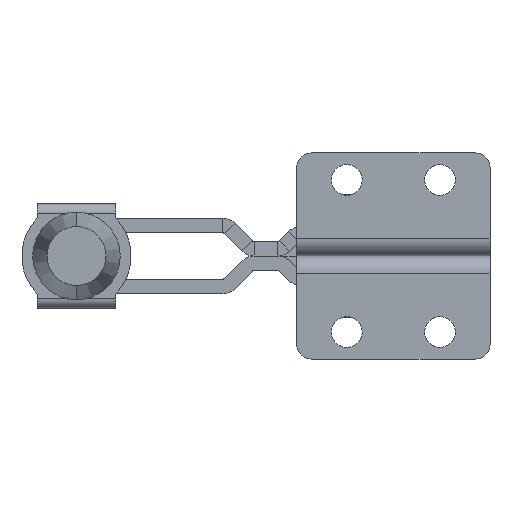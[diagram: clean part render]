
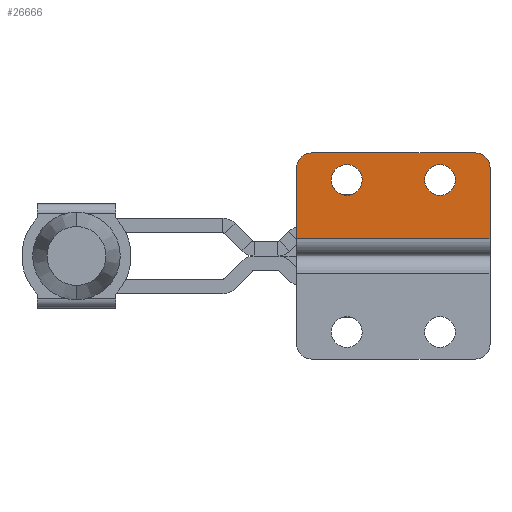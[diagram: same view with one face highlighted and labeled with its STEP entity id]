
A CAD part, front view. The second image highlights one B-rep face of the part: STEP entity #26666.
In plain terms, the highlighted planar face has unit normal (0, -1, 0).
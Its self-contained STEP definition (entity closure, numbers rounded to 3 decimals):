
#3834 = EDGE_CURVE ( 'NONE', #22584, #22608, #13985, .T. ) ;
#3837 = EDGE_CURVE ( 'NONE', #22350, #22356, #13983, .T. ) ;
#3907 = EDGE_CURVE ( 'NONE', #22294, #22343, #14045, .T. ) ;
#3912 = EDGE_CURVE ( 'NONE', #22608, #22584, #14028, .T. ) ;
#3913 = EDGE_CURVE ( 'NONE', #22356, #22350, #14032, .T. ) ;
#3915 = EDGE_CURVE ( 'NONE', #22294, #21704, #14035, .T. ) ;
#3917 = EDGE_CURVE ( 'NONE', #21704, #22558, #14020, .T. ) ;
#3918 = EDGE_CURVE ( 'NONE', #22558, #22591, #13987, .T. ) ;
#3920 = EDGE_CURVE ( 'NONE', #22591, #22463, #14040, .T. ) ;
#3923 = EDGE_CURVE ( 'NONE', #22463, #22343, #13936, .T. ) ;
#5322 = AXIS2_PLACEMENT_3D ( 'NONE', #15327, #15325, #15324 ) ;
#5325 = AXIS2_PLACEMENT_3D ( 'NONE', #15306, #15304, #15302 ) ;
#5355 = AXIS2_PLACEMENT_3D ( 'NONE', #15024, #15023, #15021 ) ;
#5356 = AXIS2_PLACEMENT_3D ( 'NONE', #15017, #15014, #15012 ) ;
#5358 = AXIS2_PLACEMENT_3D ( 'NONE', #15001, #14999, #14997 ) ;
#5360 = AXIS2_PLACEMENT_3D ( 'NONE', #14991, #14989, #14988 ) ;
#5679 = EDGE_LOOP ( 'NONE', ( #19058, #19059 ) ) ;
#5736 = EDGE_LOOP ( 'NONE', ( #19060, #19061, #19062, #19067, #19056, #19051 ) ) ;
#6540 = AXIS2_PLACEMENT_3D ( 'NONE', #23434, #23436, #23430 ) ;
#6911 = EDGE_LOOP ( 'NONE', ( #19091, #19057 ) ) ;
#10109 = FACE_BOUND ( 'NONE', #5679, .T. ) ;
#10112 = FACE_BOUND ( 'NONE', #6911, .T. ) ;
#10113 = FACE_OUTER_BOUND ( 'NONE', #5736, .T. ) ;
#13936 = LINE ( 'NONE', #15006, #14039 ) ;
#13948 = VECTOR ( 'NONE', #15019, 1000. ) ;
#13983 = CIRCLE ( 'NONE', #5325, 3.15 ) ;
#13985 = CIRCLE ( 'NONE', #5322, 3.15 ) ;
#13987 = LINE ( 'NONE', #15011, #13948 ) ;
#14009 = VECTOR ( 'NONE', #15026, 1000. ) ;
#14020 = CIRCLE ( 'NONE', #5358, 3. ) ;
#14026 = VECTOR ( 'NONE', #15055, 1000. ) ;
#14028 = CIRCLE ( 'NONE', #5355, 3.15 ) ;
#14032 = CIRCLE ( 'NONE', #5356, 3.15 ) ;
#14035 = LINE ( 'NONE', #15029, #14009 ) ;
#14039 = VECTOR ( 'NONE', #15003, 1000. ) ;
#14040 = CIRCLE ( 'NONE', #5360, 3. ) ;
#14045 = LINE ( 'NONE', #15047, #14026 ) ;
#14988 = DIRECTION ( 'NONE',  ( 0., 0., 1. ) ) ;
#14989 = DIRECTION ( 'NONE',  ( 0., -1., 0. ) ) ;
#14991 = CARTESIAN_POINT ( 'NONE',  ( 3., -3., 18. ) ) ;
#14997 = DIRECTION ( 'NONE',  ( 0., 0., 1. ) ) ;
#14999 = DIRECTION ( 'NONE',  ( 0., -1., 0. ) ) ;
#15001 = CARTESIAN_POINT ( 'NONE',  ( 36.4, -3., 18. ) ) ;
#15003 = DIRECTION ( 'NONE',  ( 0., 0., -1. ) ) ;
#15006 = CARTESIAN_POINT ( 'NONE',  ( 0., -3., 3. ) ) ;
#15011 = CARTESIAN_POINT ( 'NONE',  ( 3., -3., 21. ) ) ;
#15012 = DIRECTION ( 'NONE',  ( 0., 0., -1. ) ) ;
#15014 = DIRECTION ( 'NONE',  ( 0., -1., 0. ) ) ;
#15017 = CARTESIAN_POINT ( 'NONE',  ( 10.2, -3., 15.5 ) ) ;
#15019 = DIRECTION ( 'NONE',  ( -1., 0., 0. ) ) ;
#15021 = DIRECTION ( 'NONE',  ( 0., 0., -1. ) ) ;
#15023 = DIRECTION ( 'NONE',  ( 0., -1., 0. ) ) ;
#15024 = CARTESIAN_POINT ( 'NONE',  ( 29.2, -3., 15.5 ) ) ;
#15026 = DIRECTION ( 'NONE',  ( 0., 0., 1. ) ) ;
#15029 = CARTESIAN_POINT ( 'NONE',  ( 39.4, -3., 18. ) ) ;
#15047 = CARTESIAN_POINT ( 'NONE',  ( 3., -3., 3.5 ) ) ;
#15055 = DIRECTION ( 'NONE',  ( -1., 0., 0. ) ) ;
#15302 = DIRECTION ( 'NONE',  ( 0., 0., -1. ) ) ;
#15304 = DIRECTION ( 'NONE',  ( 0., -1., 0. ) ) ;
#15306 = CARTESIAN_POINT ( 'NONE',  ( 10.2, -3., 15.5 ) ) ;
#15324 = DIRECTION ( 'NONE',  ( 0., 0., -1. ) ) ;
#15325 = DIRECTION ( 'NONE',  ( 0., -1., 0. ) ) ;
#15327 = CARTESIAN_POINT ( 'NONE',  ( 29.2, -3., 15.5 ) ) ;
#17184 = CARTESIAN_POINT ( 'NONE',  ( 29.2, -3., 12.35 ) ) ;
#17202 = CARTESIAN_POINT ( 'NONE',  ( 3., -3., 21. ) ) ;
#17209 = CARTESIAN_POINT ( 'NONE',  ( 29.2, -3., 18.65 ) ) ;
#17236 = CARTESIAN_POINT ( 'NONE',  ( 36.4, -3., 21. ) ) ;
#17338 = CARTESIAN_POINT ( 'NONE',  ( 0., -3., 18. ) ) ;
#17445 = CARTESIAN_POINT ( 'NONE',  ( 10.2, -3., 12.35 ) ) ;
#17451 = CARTESIAN_POINT ( 'NONE',  ( 10.2, -3., 18.65 ) ) ;
#17458 = CARTESIAN_POINT ( 'NONE',  ( 0., -3., 3.5 ) ) ;
#17504 = CARTESIAN_POINT ( 'NONE',  ( 39.4, -3., 3.5 ) ) ;
#17582 = CARTESIAN_POINT ( 'NONE',  ( 39.4, -3., 18. ) ) ;
#19051 = ORIENTED_EDGE ( 'NONE', *, *, #3923, .T. ) ;
#19056 = ORIENTED_EDGE ( 'NONE', *, *, #3920, .T. ) ;
#19057 = ORIENTED_EDGE ( 'NONE', *, *, #3912, .F. ) ;
#19058 = ORIENTED_EDGE ( 'NONE', *, *, #3837, .F. ) ;
#19059 = ORIENTED_EDGE ( 'NONE', *, *, #3913, .F. ) ;
#19060 = ORIENTED_EDGE ( 'NONE', *, *, #3907, .F. ) ;
#19061 = ORIENTED_EDGE ( 'NONE', *, *, #3915, .T. ) ;
#19062 = ORIENTED_EDGE ( 'NONE', *, *, #3917, .T. ) ;
#19067 = ORIENTED_EDGE ( 'NONE', *, *, #3918, .T. ) ;
#19091 = ORIENTED_EDGE ( 'NONE', *, *, #3834, .F. ) ;
#21704 = VERTEX_POINT ( 'NONE', #17582 ) ;
#22294 = VERTEX_POINT ( 'NONE', #17504 ) ;
#22343 = VERTEX_POINT ( 'NONE', #17458 ) ;
#22350 = VERTEX_POINT ( 'NONE', #17451 ) ;
#22356 = VERTEX_POINT ( 'NONE', #17445 ) ;
#22463 = VERTEX_POINT ( 'NONE', #17338 ) ;
#22558 = VERTEX_POINT ( 'NONE', #17236 ) ;
#22584 = VERTEX_POINT ( 'NONE', #17209 ) ;
#22591 = VERTEX_POINT ( 'NONE', #17202 ) ;
#22608 = VERTEX_POINT ( 'NONE', #17184 ) ;
#23430 = DIRECTION ( 'NONE',  ( 0., 0., 1. ) ) ;
#23432 = PLANE ( 'NONE',  #6540 ) ;
#23434 = CARTESIAN_POINT ( 'NONE',  ( 3., -3., 18. ) ) ;
#23436 = DIRECTION ( 'NONE',  ( 0., 1., 0. ) ) ;
#26666 = ADVANCED_FACE ( 'NONE', ( #10112, #10109, #10113 ), #23432, .F. ) ;
